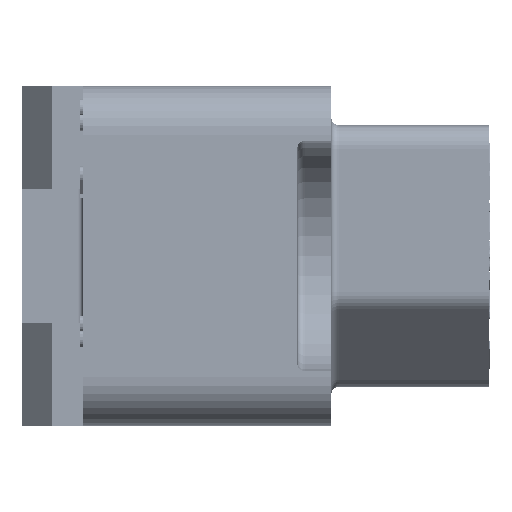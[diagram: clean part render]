
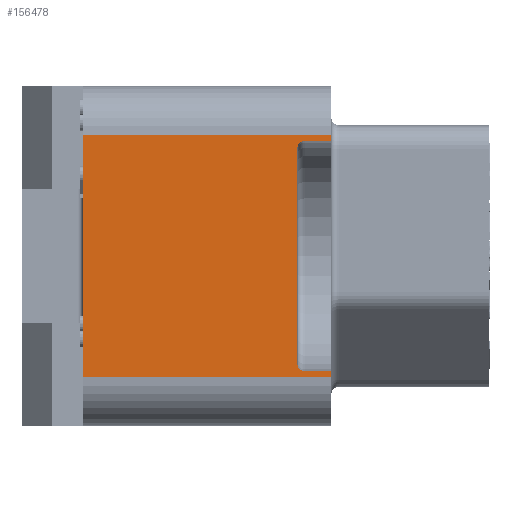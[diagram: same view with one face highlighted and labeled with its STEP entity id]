
A CAD part, left-side view. The second image highlights one B-rep face of the part: STEP entity #156478.
In plain terms, the highlighted planar face has unit normal (-1, 0, 0).
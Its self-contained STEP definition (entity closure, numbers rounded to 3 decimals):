
#3171=DIRECTION('',(0.,-1.,0.));
#3172=VECTOR('',#3171,10.25);
#3173=CARTESIAN_POINT('',(-40.,10.25,5.));
#3174=LINE('',#3173,#3172);
#3324=DIRECTION('',(0.,0.,1.));
#3325=VECTOR('',#3324,8.9);
#3326=CARTESIAN_POINT('',(-40.,1.4,-4.45));
#3327=LINE('',#3326,#3325);
#3328=DIRECTION('',(0.,1.,0.));
#3329=VECTOR('',#3328,1.1);
#3330=CARTESIAN_POINT('',(-40.,0.,-4.75));
#3331=LINE('',#3330,#3329);
#3332=DIRECTION('',(0.,0.,-1.));
#3333=VECTOR('',#3332,0.25);
#3334=CARTESIAN_POINT('',(-40.,0.,-4.75));
#3335=LINE('',#3334,#3333);
#3336=DIRECTION('',(0.,0.,-1.));
#3337=VECTOR('',#3336,0.25);
#3338=CARTESIAN_POINT('',(-40.,0.,5.));
#3339=LINE('',#3338,#3337);
#3340=DIRECTION('',(0.,1.,0.));
#3341=VECTOR('',#3340,1.1);
#3342=CARTESIAN_POINT('',(-40.,0.,4.75));
#3343=LINE('',#3342,#3341);
#3367=CARTESIAN_POINT('',(-40.,1.1,-4.45));
#3368=DIRECTION('',(1.,0.,0.));
#3369=DIRECTION('',(0.,0.,-1.));
#3370=AXIS2_PLACEMENT_3D('',#3367,#3368,#3369);
#3391=CARTESIAN_POINT('',(-40.,1.1,4.45));
#3392=DIRECTION('',(1.,0.,0.));
#3393=DIRECTION('',(0.,1.,0.));
#3394=AXIS2_PLACEMENT_3D('',#3391,#3392,#3393);
#3599=DIRECTION('',(0.,0.,-1.));
#3600=VECTOR('',#3599,10.);
#3601=CARTESIAN_POINT('',(-40.,10.25,5.));
#3602=LINE('',#3601,#3600);
#4144=DIRECTION('',(0.,1.,0.));
#4145=VECTOR('',#4144,10.25);
#4146=CARTESIAN_POINT('',(-40.,0.,-5.));
#4147=LINE('',#4146,#4145);
#132750=CARTESIAN_POINT('',(-40.,0.,5.));
#132752=VERTEX_POINT('',#132750);
#132753=CARTESIAN_POINT('',(-40.,10.25,5.));
#132754=VERTEX_POINT('',#132753);
#132758=CARTESIAN_POINT('',(-40.,10.25,-5.));
#132760=VERTEX_POINT('',#132758);
#132761=CARTESIAN_POINT('',(-40.,0.,-5.));
#132762=VERTEX_POINT('',#132761);
#132773=CARTESIAN_POINT('',(-40.,0.,-4.75));
#132775=VERTEX_POINT('',#132773);
#132779=CARTESIAN_POINT('',(-40.,0.,4.75));
#132780=VERTEX_POINT('',#132779);
#132918=CARTESIAN_POINT('',(-40.,1.4,-4.45));
#132920=VERTEX_POINT('',#132918);
#132922=CARTESIAN_POINT('',(-40.,1.1,-4.75));
#132924=VERTEX_POINT('',#132922);
#132929=CARTESIAN_POINT('',(-40.,1.4,4.45));
#132930=VERTEX_POINT('',#132929);
#132931=CARTESIAN_POINT('',(-40.,1.1,4.75));
#132932=VERTEX_POINT('',#132931);
#156454=CARTESIAN_POINT('',(-40.,0.,7.));
#156455=DIRECTION('',(-1.,0.,0.));
#156456=DIRECTION('',(0.,1.,0.));
#156457=AXIS2_PLACEMENT_3D('',#156454,#156455,#156456);
#156458=PLANE('',#156457);
#156460=ORIENTED_EDGE('',*,*,#156459,.F.);
#156462=ORIENTED_EDGE('',*,*,#156461,.F.);
#156464=ORIENTED_EDGE('',*,*,#156463,.F.);
#156465=ORIENTED_EDGE('',*,*,#155812,.T.);
#156467=ORIENTED_EDGE('',*,*,#156466,.T.);
#156469=ORIENTED_EDGE('',*,*,#156468,.F.);
#156470=ORIENTED_EDGE('',*,*,#156229,.T.);
#156471=ORIENTED_EDGE('',*,*,#155820,.T.);
#156473=ORIENTED_EDGE('',*,*,#156472,.T.);
#156475=ORIENTED_EDGE('',*,*,#156474,.F.);
#156476=EDGE_LOOP('',(#156460,#156462,#156464,#156465,#156467,#156469,#156470,
#156471,#156473,#156475));
#156477=FACE_OUTER_BOUND('',#156476,.F.);
#156478=ADVANCED_FACE('',(#156477),#156458,.T.);
#3371=CIRCLE('',#3370,0.3);
#3395=CIRCLE('',#3394,0.3);
#155812=EDGE_CURVE('',#132775,#132762,#3335,.T.);
#155820=EDGE_CURVE('',#132752,#132780,#3339,.T.);
#156229=EDGE_CURVE('',#132754,#132752,#3174,.T.);
#156459=EDGE_CURVE('',#132920,#132930,#3327,.T.);
#156461=EDGE_CURVE('',#132924,#132920,#3371,.T.);
#156463=EDGE_CURVE('',#132775,#132924,#3331,.T.);
#156466=EDGE_CURVE('',#132762,#132760,#4147,.T.);
#156468=EDGE_CURVE('',#132754,#132760,#3602,.T.);
#156472=EDGE_CURVE('',#132780,#132932,#3343,.T.);
#156474=EDGE_CURVE('',#132930,#132932,#3395,.T.);
